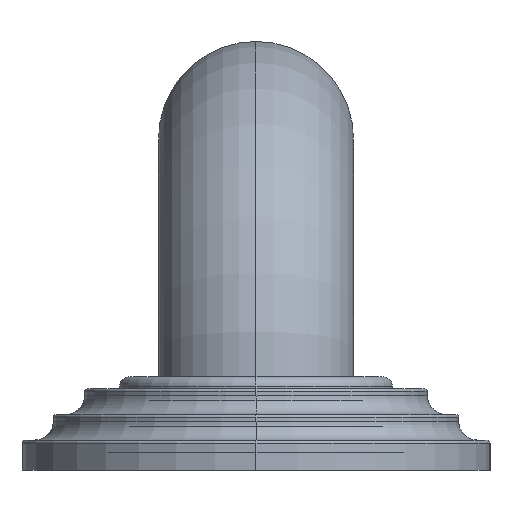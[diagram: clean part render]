
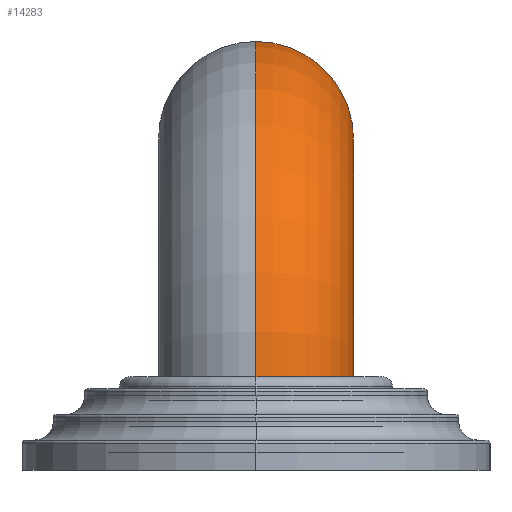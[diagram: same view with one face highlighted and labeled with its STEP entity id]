
A CAD part, left-side view. The second image highlights one B-rep face of the part: STEP entity #14283.
In plain terms, the highlighted toroidal (fillet/blend) face has major radius 41.275 mm and minor radius 15.875 mm.
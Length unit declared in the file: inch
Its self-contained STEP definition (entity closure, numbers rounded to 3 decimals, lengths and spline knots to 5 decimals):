
#13995=CARTESIAN_POINT('',(-12.,0.,-1.625));
#13996=DIRECTION('',(0.,0.,1.));
#13997=DIRECTION('',(-1.,0.,0.));
#13998=AXIS2_PLACEMENT_3D('',#13995,#13996,#13997);
#14000=CARTESIAN_POINT('',(-10.375,0.,-1.625));
#14001=DIRECTION('',(0.,1.,0.));
#14002=DIRECTION('',(-1.,0.,0.));
#14003=AXIS2_PLACEMENT_3D('',#14000,#14001,#14002);
#14010=CARTESIAN_POINT('',(-10.375,0.,-1.625));
#14011=DIRECTION('',(0.,1.,0.));
#14012=DIRECTION('',(-1.,0.,0.));
#14013=AXIS2_PLACEMENT_3D('',#14010,#14011,#14012);
#14024=CARTESIAN_POINT('',(-10.375,0.,0.));
#14025=DIRECTION('',(1.,0.,0.));
#14026=DIRECTION('',(0.,0.,1.));
#14027=AXIS2_PLACEMENT_3D('',#14024,#14025,#14026);
#14183=CARTESIAN_POINT('',(-11.375,0.,-1.625));
#14184=CARTESIAN_POINT('',(-12.625,0.,-1.625));
#14185=VERTEX_POINT('',#14183);
#14186=VERTEX_POINT('',#14184);
#14191=CARTESIAN_POINT('',(-10.375,0.,-0.625));
#14192=CARTESIAN_POINT('',(-10.375,0.,0.625));
#14193=VERTEX_POINT('',#14191);
#14194=VERTEX_POINT('',#14192);
#14269=CARTESIAN_POINT('',(-10.375,0.,-1.625));
#14270=DIRECTION('',(0.,1.,0.));
#14271=DIRECTION('',(1.,0.,0.));
#14272=AXIS2_PLACEMENT_3D('',#14269,#14270,#14271);
#14273=TOROIDAL_SURFACE('',#14272,1.625,0.625);
#14274=ORIENTED_EDGE('',*,*,#14263,.F.);
#14276=ORIENTED_EDGE('',*,*,#14275,.T.);
#14278=ORIENTED_EDGE('',*,*,#14277,.T.);
#14280=ORIENTED_EDGE('',*,*,#14279,.F.);
#14281=EDGE_LOOP('',(#14274,#14276,#14278,#14280));
#14282=FACE_OUTER_BOUND('',#14281,.F.);
#14283=ADVANCED_FACE('',(#14282),#14273,.T.);
#13999=CIRCLE('',#13998,0.625);
#14004=CIRCLE('',#14003,2.25);
#14014=CIRCLE('',#14013,1.);
#14028=CIRCLE('',#14027,0.625);
#14263=EDGE_CURVE('',#14186,#14185,#13999,.T.);
#14275=EDGE_CURVE('',#14186,#14194,#14004,.T.);
#14277=EDGE_CURVE('',#14194,#14193,#14028,.T.);
#14279=EDGE_CURVE('',#14185,#14193,#14014,.T.);
